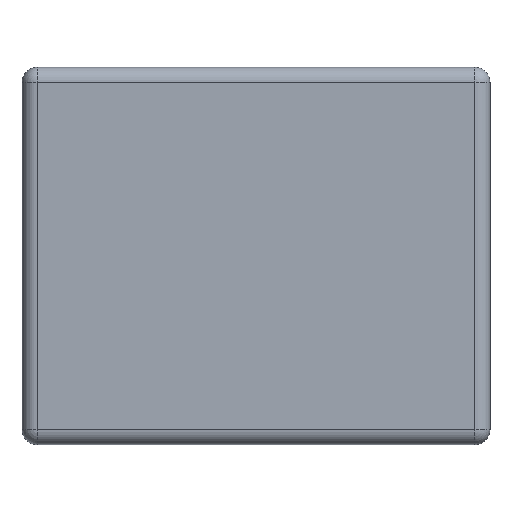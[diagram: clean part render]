
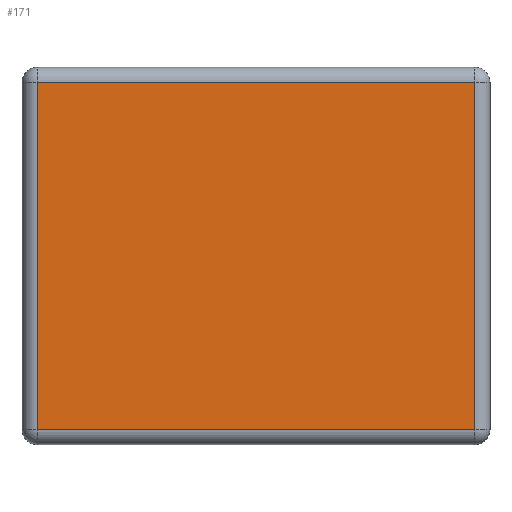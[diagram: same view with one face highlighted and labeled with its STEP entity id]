
A CAD part, front view. The second image highlights one B-rep face of the part: STEP entity #171.
In plain terms, the highlighted planar face has unit normal (0, -1, 0).
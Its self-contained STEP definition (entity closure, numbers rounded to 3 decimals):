
#1 = VERTEX_POINT ( 'NONE', #525 ) ;
#10 = LINE ( 'NONE', #362, #243 ) ;
#23 = EDGE_CURVE ( 'NONE', #187, #1, #163, .T. ) ;
#60 = VECTOR ( 'NONE', #375, 1000. ) ;
#80 = DIRECTION ( 'NONE',  ( -1., 0., 0. ) ) ;
#97 = VERTEX_POINT ( 'NONE', #574 ) ;
#117 = EDGE_LOOP ( 'NONE', ( #363, #327, #570, #364 ) ) ;
#125 = CARTESIAN_POINT ( 'NONE',  ( 0., 0., 57.5 ) ) ;
#163 = LINE ( 'NONE', #528, #60 ) ;
#171 = ADVANCED_FACE ( 'NONE', ( #306 ), #297, .F. ) ;
#176 = DIRECTION ( 'NONE',  ( 0., 0., -1. ) ) ;
#187 = VERTEX_POINT ( 'NONE', #289 ) ;
#229 = CARTESIAN_POINT ( 'NONE',  ( -72.5, 0., 0. ) ) ;
#243 = VECTOR ( 'NONE', #580, 1000. ) ;
#289 = CARTESIAN_POINT ( 'NONE',  ( -72.5, 0., -57.5 ) ) ;
#297 = PLANE ( 'NONE',  #551 ) ;
#305 = EDGE_CURVE ( 'NONE', #1, #97, #10, .T. ) ;
#306 = FACE_OUTER_BOUND ( 'NONE', #117, .T. ) ;
#327 = ORIENTED_EDGE ( 'NONE', *, *, #449, .T. ) ;
#362 = CARTESIAN_POINT ( 'NONE',  ( 72.5, 0., 0. ) ) ;
#363 = ORIENTED_EDGE ( 'NONE', *, *, #305, .T. ) ;
#364 = ORIENTED_EDGE ( 'NONE', *, *, #23, .T. ) ;
#375 = DIRECTION ( 'NONE',  ( 1., 0., 0. ) ) ;
#380 = LINE ( 'NONE', #229, #636 ) ;
#438 = CARTESIAN_POINT ( 'NONE',  ( 0., 0., 0. ) ) ;
#449 = EDGE_CURVE ( 'NONE', #97, #504, #529, .T. ) ;
#477 = VECTOR ( 'NONE', #80, 1000. ) ;
#488 = DIRECTION ( 'NONE',  ( 0., 1., 0. ) ) ;
#504 = VERTEX_POINT ( 'NONE', #531 ) ;
#525 = CARTESIAN_POINT ( 'NONE',  ( 72.5, 0., -57.5 ) ) ;
#528 = CARTESIAN_POINT ( 'NONE',  ( 0., 0., -57.5 ) ) ;
#529 = LINE ( 'NONE', #125, #477 ) ;
#531 = CARTESIAN_POINT ( 'NONE',  ( -72.5, 0., 57.5 ) ) ;
#547 = DIRECTION ( 'NONE',  ( 0., 0., 1. ) ) ;
#551 = AXIS2_PLACEMENT_3D ( 'NONE', #438, #488, #547 ) ;
#559 = EDGE_CURVE ( 'NONE', #504, #187, #380, .T. ) ;
#570 = ORIENTED_EDGE ( 'NONE', *, *, #559, .T. ) ;
#574 = CARTESIAN_POINT ( 'NONE',  ( 72.5, 0., 57.5 ) ) ;
#580 = DIRECTION ( 'NONE',  ( 0., 0., 1. ) ) ;
#636 = VECTOR ( 'NONE', #176, 1000. ) ;
